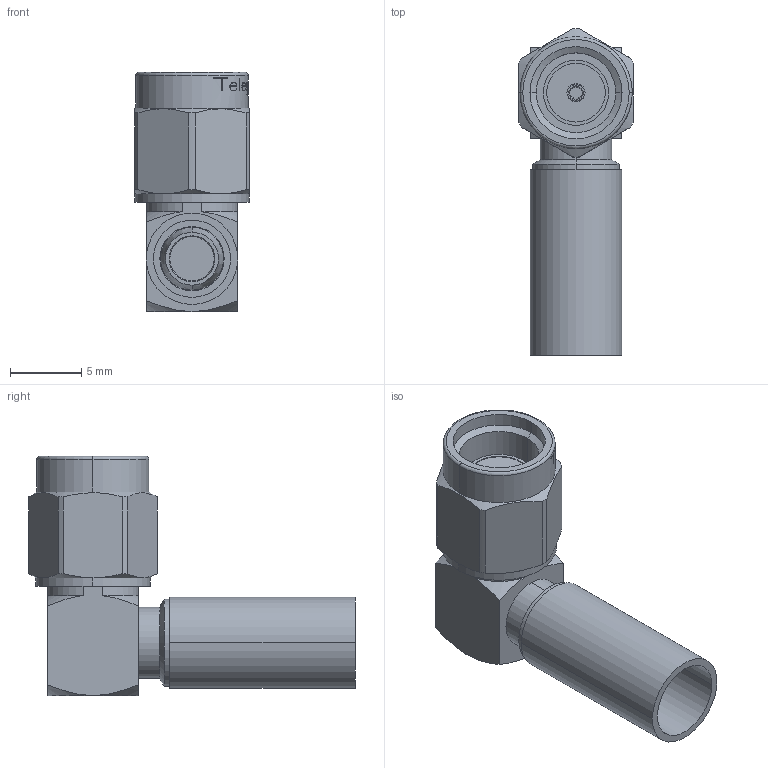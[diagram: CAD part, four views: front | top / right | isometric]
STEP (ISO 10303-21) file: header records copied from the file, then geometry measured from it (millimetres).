
FILE_DESCRIPTION (( 'STEP AP214' ), '1' );
FILE_NAME ('J01150R0021.STEP', '2015-12-03T07:43:23', ( '' ), ( '' ), 'SwSTEP 2.0', 'SolidWorks 2015', '' );
FILE_SCHEMA (( 'AUTOMOTIVE_DESIGN' ));
Length unit declared in the file: millimetre
Products named in the file (1): J01150R0021
Bounding box: 8 x 22.87 x 16.75 mm (x, y, z)
Volume: 967.2 mm3; surface area: 1239.7 mm2
Topology: 1 solids, 1 shells, 393 faces, 1045 edges, 686 vertices
Faces by surface type: plane 295, cylinder 66, cone 28, torus 4
Entity records: 16556 total; most frequent: CARTESIAN_POINT 3309, ORIENTED_EDGE 2090, DIRECTION 1685, EDGE_CURVE 1045, VERTEX_POINT 686, AXIS2_PLACEMENT_3D 614, LINE 457, VECTOR 457
